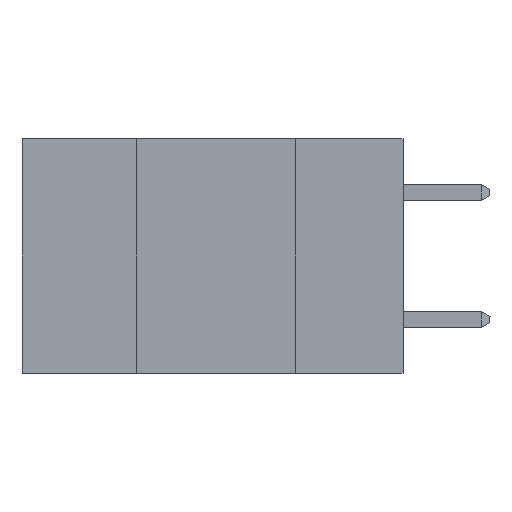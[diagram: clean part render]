
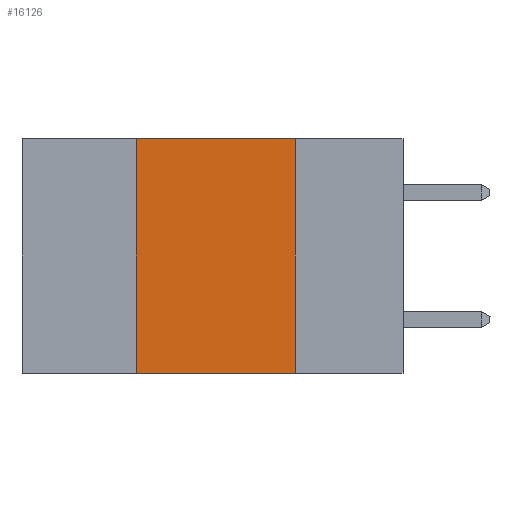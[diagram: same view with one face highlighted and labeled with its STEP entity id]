
A CAD part, left-side view. The second image highlights one B-rep face of the part: STEP entity #16126.
In plain terms, the highlighted planar face has unit normal (-1, 0, 0).
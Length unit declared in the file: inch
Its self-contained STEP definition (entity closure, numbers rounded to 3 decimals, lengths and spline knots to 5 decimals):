
#2080 = AXIS2_PLACEMENT_3D ( 'NONE', #31476, #44976, #13366 ) ;
#2237 = LINE ( 'NONE', #30578, #43810 ) ;
#3509 = EDGE_CURVE ( 'NONE', #10791, #16780, #2237, .T. ) ;
#7382 = LINE ( 'NONE', #32235, #23971 ) ;
#9678 = DIRECTION ( 'NONE',  ( 0., 0., 1. ) ) ;
#10513 = CARTESIAN_POINT ( 'NONE',  ( 0., 0.42, 0. ) ) ;
#10791 = VERTEX_POINT ( 'NONE', #37497 ) ;
#12022 = CARTESIAN_POINT ( 'NONE',  ( 0., 0.17, 0. ) ) ;
#12311 = ORIENTED_EDGE ( 'NONE', *, *, #3509, .F. ) ;
#13366 = DIRECTION ( 'NONE',  ( 0., 0., -1. ) ) ;
#14569 = LINE ( 'NONE', #42687, #28235 ) ;
#15452 = ORIENTED_EDGE ( 'NONE', *, *, #29058, .F. ) ;
#15813 = CARTESIAN_POINT ( 'NONE',  ( 0., 0.6, -0.37 ) ) ;
#16126 = ADVANCED_FACE ( 'NONE', ( #27090 ), #20561, .F. ) ;
#16211 = EDGE_LOOP ( 'NONE', ( #39894, #15452, #12311, #40045 ) ) ;
#16780 = VERTEX_POINT ( 'NONE', #10513 ) ;
#20076 = EDGE_CURVE ( 'NONE', #10791, #23353, #33246, .T. ) ;
#20561 = PLANE ( 'NONE',  #2080 ) ;
#22994 = VECTOR ( 'NONE', #29754, 39.37008 ) ;
#23353 = VERTEX_POINT ( 'NONE', #24830 ) ;
#23971 = VECTOR ( 'NONE', #24552, 39.37008 ) ;
#24310 = EDGE_CURVE ( 'NONE', #25827, #23353, #14569, .T. ) ;
#24552 = DIRECTION ( 'NONE',  ( 0., -1., 0. ) ) ;
#24830 = CARTESIAN_POINT ( 'NONE',  ( 0., 0.17, -0.37 ) ) ;
#25014 = DIRECTION ( 'NONE',  ( 0., 0., -1. ) ) ;
#25827 = VERTEX_POINT ( 'NONE', #12022 ) ;
#27090 = FACE_OUTER_BOUND ( 'NONE', #16211, .T. ) ;
#28235 = VECTOR ( 'NONE', #25014, 39.37008 ) ;
#29058 = EDGE_CURVE ( 'NONE', #16780, #25827, #7382, .T. ) ;
#29754 = DIRECTION ( 'NONE',  ( 0., -1., 0. ) ) ;
#30578 = CARTESIAN_POINT ( 'NONE',  ( 0., 0.42, 0. ) ) ;
#31476 = CARTESIAN_POINT ( 'NONE',  ( 0., 0.6, 0. ) ) ;
#32235 = CARTESIAN_POINT ( 'NONE',  ( 0., 0.6, 0. ) ) ;
#33246 = LINE ( 'NONE', #15813, #22994 ) ;
#37497 = CARTESIAN_POINT ( 'NONE',  ( 0., 0.42, -0.37 ) ) ;
#39894 = ORIENTED_EDGE ( 'NONE', *, *, #24310, .F. ) ;
#40045 = ORIENTED_EDGE ( 'NONE', *, *, #20076, .T. ) ;
#42687 = CARTESIAN_POINT ( 'NONE',  ( 0., 0.17, 0. ) ) ;
#43810 = VECTOR ( 'NONE', #9678, 39.37008 ) ;
#44976 = DIRECTION ( 'NONE',  ( 1., 0., 0. ) ) ;
